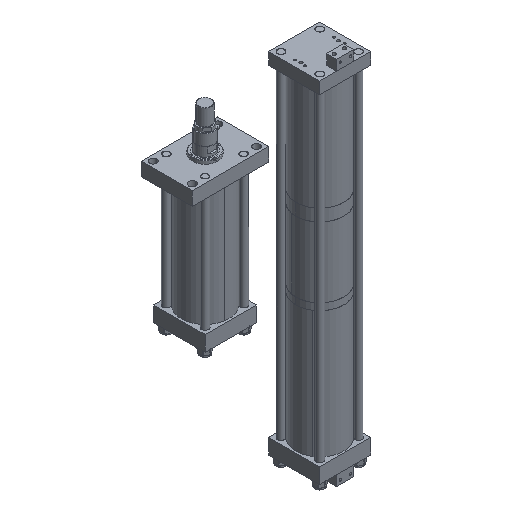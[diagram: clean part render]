
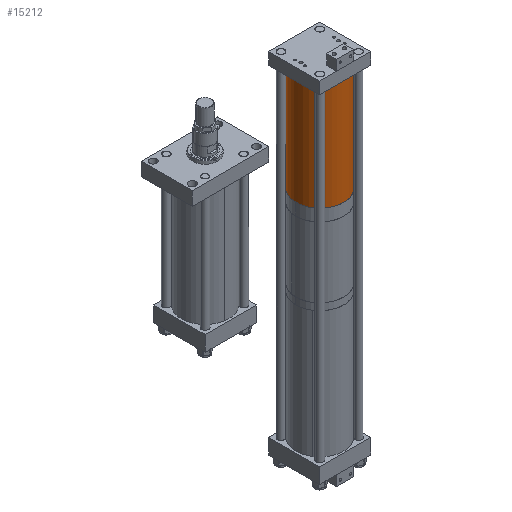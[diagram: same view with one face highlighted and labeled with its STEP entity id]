
A CAD part, isometric view. The second image highlights one B-rep face of the part: STEP entity #15212.
In plain terms, the highlighted cylindrical face has radius 88.9 mm (diameter 177.8 mm), a partial arc.
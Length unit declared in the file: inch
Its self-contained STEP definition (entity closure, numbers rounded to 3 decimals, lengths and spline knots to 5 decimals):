
#881 = CARTESIAN_POINT ( 'NONE',  ( -3.5, 0., 0. ) ) ;
#1845 = CARTESIAN_POINT ( 'NONE',  ( 3.5, 0., 15.65 ) ) ;
#3132 = DIRECTION ( 'NONE',  ( 0., 0., 1. ) ) ;
#3143 = EDGE_CURVE ( 'NONE', #21001, #24080, #18364, .T. ) ;
#4354 = CARTESIAN_POINT ( 'NONE',  ( 0., 0., 15.65 ) ) ;
#5682 = VERTEX_POINT ( 'NONE', #23069 ) ;
#6964 = VERTEX_POINT ( 'NONE', #19969 ) ;
#7202 = ORIENTED_EDGE ( 'NONE', *, *, #3143, .T. ) ;
#7297 = AXIS2_PLACEMENT_3D ( 'NONE', #4354, #22974, #13606 ) ;
#7692 = LINE ( 'NONE', #17163, #17029 ) ;
#8489 = VECTOR ( 'NONE', #13067, 39.37008 ) ;
#9324 = CIRCLE ( 'NONE', #20404, 3.5 ) ;
#9497 = EDGE_CURVE ( 'NONE', #5682, #24080, #22779, .T. ) ;
#9730 = CARTESIAN_POINT ( 'NONE',  ( 0., 0., 0. ) ) ;
#10338 = ORIENTED_EDGE ( 'NONE', *, *, #9497, .F. ) ;
#10453 = ORIENTED_EDGE ( 'NONE', *, *, #18611, .T. ) ;
#11608 = DIRECTION ( 'NONE',  ( 1., 0., 0. ) ) ;
#13067 = DIRECTION ( 'NONE',  ( 0., 0., -1. ) ) ;
#13606 = DIRECTION ( 'NONE',  ( -1., 0., 0. ) ) ;
#14361 = CARTESIAN_POINT ( 'NONE',  ( 0., 0., 15.65 ) ) ;
#15212 = ADVANCED_FACE ( 'NONE', ( #16601 ), #20966, .T. ) ;
#15523 = EDGE_LOOP ( 'NONE', ( #10338, #16468, #10453, #7202 ) ) ;
#16236 = DIRECTION ( 'NONE',  ( 1., 0., 0. ) ) ;
#16468 = ORIENTED_EDGE ( 'NONE', *, *, #23009, .F. ) ;
#16601 = FACE_OUTER_BOUND ( 'NONE', #15523, .T. ) ;
#17029 = VECTOR ( 'NONE', #19042, 39.37008 ) ;
#17163 = CARTESIAN_POINT ( 'NONE',  ( -3.5, 0., 15.65 ) ) ;
#18364 = CIRCLE ( 'NONE', #24146, 3.5 ) ;
#18611 = EDGE_CURVE ( 'NONE', #6964, #21001, #7692, .T. ) ;
#19042 = DIRECTION ( 'NONE',  ( 0., 0., -1. ) ) ;
#19969 = CARTESIAN_POINT ( 'NONE',  ( -3.5, 0., 15.65 ) ) ;
#20404 = AXIS2_PLACEMENT_3D ( 'NONE', #14361, #3132, #16236 ) ;
#20966 = CYLINDRICAL_SURFACE ( 'NONE', #7297, 3.5 ) ;
#21001 = VERTEX_POINT ( 'NONE', #881 ) ;
#21876 = CARTESIAN_POINT ( 'NONE',  ( 3.5, 0., 0. ) ) ;
#22773 = DIRECTION ( 'NONE',  ( 0., 0., 1. ) ) ;
#22779 = LINE ( 'NONE', #1845, #8489 ) ;
#22974 = DIRECTION ( 'NONE',  ( 0., 0., -1. ) ) ;
#23009 = EDGE_CURVE ( 'NONE', #6964, #5682, #9324, .T. ) ;
#23069 = CARTESIAN_POINT ( 'NONE',  ( 3.5, 0., 15.65 ) ) ;
#24080 = VERTEX_POINT ( 'NONE', #21876 ) ;
#24146 = AXIS2_PLACEMENT_3D ( 'NONE', #9730, #22773, #11608 ) ;
